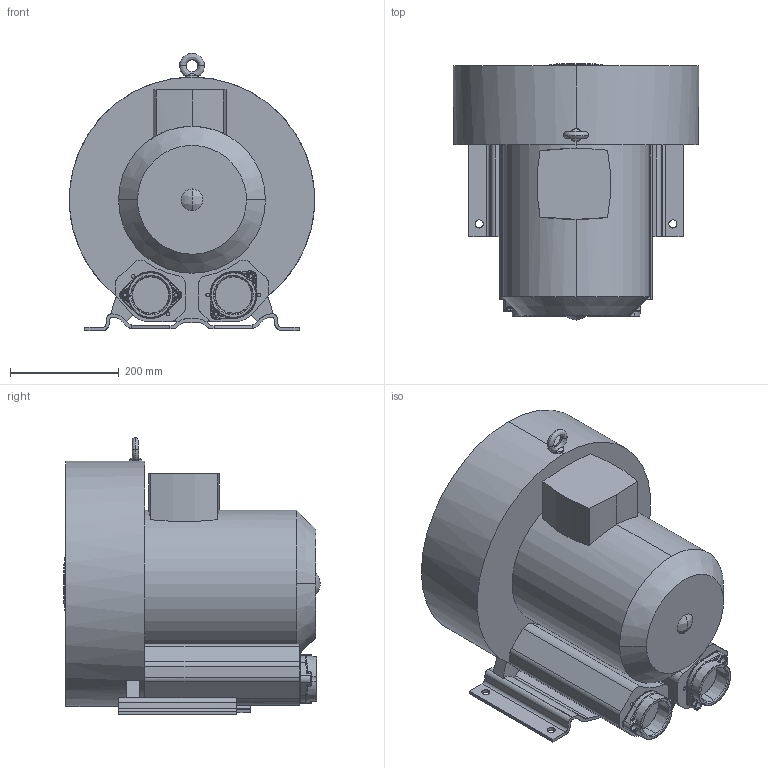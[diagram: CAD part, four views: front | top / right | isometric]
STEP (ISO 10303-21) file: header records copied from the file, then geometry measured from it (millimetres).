
FILE_DESCRIPTION (( 'STEP AP203' ), '1' );
FILE_NAME ('2RB810-1AQ07.STEP', '2025-04-29T05:29:20', ( '' ), ( '' ), 'SwSTEP 2.0', 'SolidWorks 2021', '' );
FILE_SCHEMA (( 'CONFIG_CONTROL_DESIGN' ));
Length unit declared in the file: millimetre
Products named in the file (1): 2RB810-1AQ07
Bounding box: 451 x 470.7 x 509.31 mm (x, y, z)
Volume: 48790137.7 mm3; surface area: 1303668.4 mm2
Topology: 1 solids, 7 shells, 531 faces, 1445 edges, 946 vertices
Faces by surface type: bspline 190, cylinder 157, plane 136, cone 48
Entity records: 42505 total; most frequent: CARTESIAN_POINT 31468, ORIENTED_EDGE 2890, EDGE_CURVE 1445, DIRECTION 1402, VERTEX_POINT 946, B_SPLINE_CURVE_WITH_KNOTS 791, EDGE_LOOP 563, ADVANCED_FACE 531
